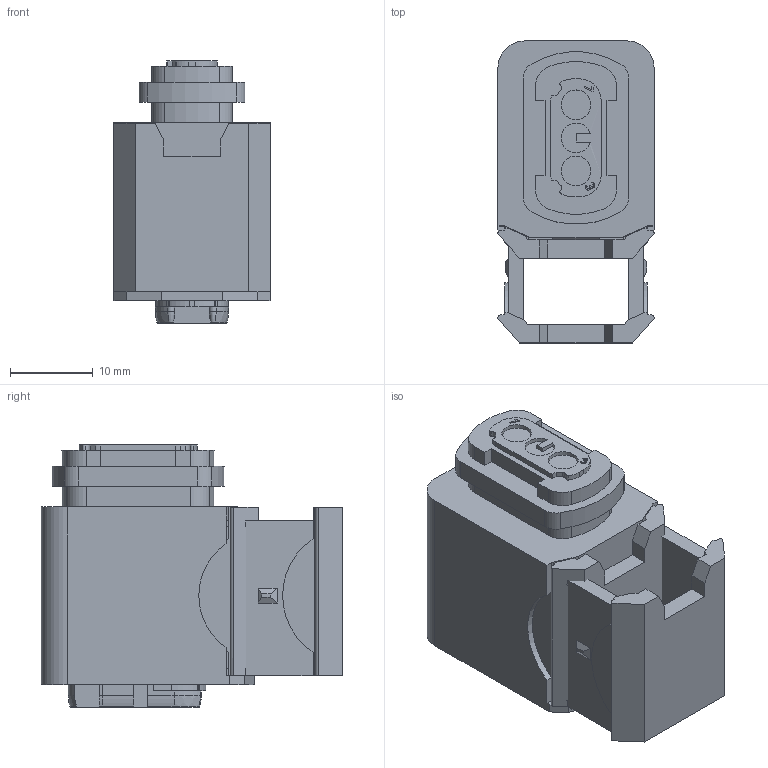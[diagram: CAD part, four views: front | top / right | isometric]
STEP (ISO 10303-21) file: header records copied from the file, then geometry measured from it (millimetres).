
FILE_DESCRIPTION(/* description */ (''),/* implementation_level */ '2;1');
FILE_NAME(/* name */ '33253266_STEP(3D).stp',/* time_stamp */ '2018-04-30T08:55:52+05:00',/* author */ (''),/* organization */ (''),/* preprocessor_version */ 'ST-DEVELOPER v16',/* originating_system */ 'SIEMENS PLM Software NX 11.0',/* authorisation */ '');
FILE_SCHEMA (('AUTOMOTIVE_DESIGN { 1 0 10303 214 3 1 1 1 }'));
Length unit declared in the file: millimetre
Products named in the file (1): cjzt2134BACCz9uq
Bounding box: 18.99 x 36.55 x 31.75 mm (x, y, z)
Volume: 11824.7 mm3; surface area: 11106.8 mm2
Topology: 2 solids, 9 shells, 676 faces, 1887 edges, 1241 vertices
Faces by surface type: plane 501, cylinder 134, cone 22, bspline 10, torus 7, sphere 2
Entity records: 21880 total; most frequent: CARTESIAN_POINT 4303, ORIENTED_EDGE 3762, DIRECTION 3499, EDGE_CURVE 1881, LINE 1469, VECTOR 1469, VERTEX_POINT 1241, AXIS2_PLACEMENT_3D 1015
